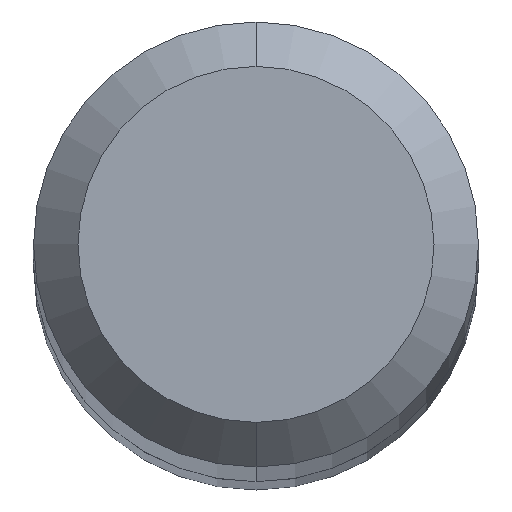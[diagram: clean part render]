
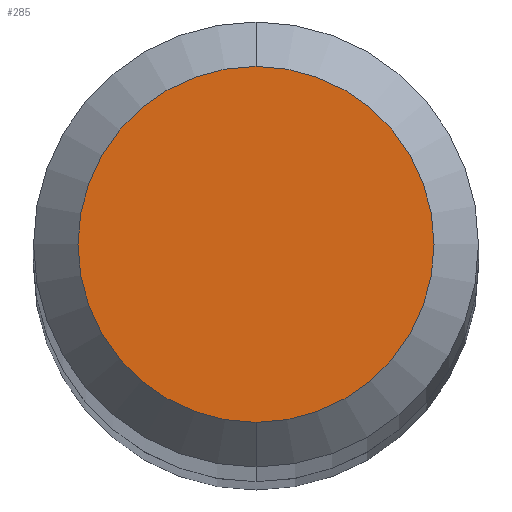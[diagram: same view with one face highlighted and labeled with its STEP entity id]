
A CAD part, top view. The second image highlights one B-rep face of the part: STEP entity #285.
In plain terms, the highlighted planar face has unit normal (0, 0, 1).
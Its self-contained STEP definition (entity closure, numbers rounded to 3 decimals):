
#269=VERTEX_POINT('',#552);
#285=ADVANCED_FACE('',(#569),#570,.T.);
#291=EDGE_CURVE('',#323,#269,#578,.T.);
#323=VERTEX_POINT('',#616);
#375=EDGE_CURVE('',#269,#323,#672,.T.);
#552=CARTESIAN_POINT('',(0.0,1.2,0.0));
#569=FACE_OUTER_BOUND('',#1078,.T.);
#570=PLANE('',#1079);
#578=CIRCLE('',#1088,1.2);
#616=CARTESIAN_POINT('',(0.,-1.2,0.0));
#672=CIRCLE('',#1234,1.2);
#1078=EDGE_LOOP('',(#1436,#1437));
#1079=AXIS2_PLACEMENT_3D('',#1438,#1439,#1440);
#1088=AXIS2_PLACEMENT_3D('',#1457,#1458,#1459);
#1234=AXIS2_PLACEMENT_3D('',#1571,#1572,#1573);
#1436=ORIENTED_EDGE('',*,*,#375,.F.);
#1437=ORIENTED_EDGE('',*,*,#291,.F.);
#1438=CARTESIAN_POINT('',(0.0,0.6,0.0));
#1439=DIRECTION('',(-0.0,0.0,1.0));
#1440=DIRECTION('',(0.0,-1.0,0.0));
#1457=CARTESIAN_POINT('',(0.0,0.0,0.0));
#1458=DIRECTION('',(0.0,0.0,-1.0));
#1459=DIRECTION('',(0.0,1.0,0.0));
#1571=CARTESIAN_POINT('',(0.0,0.0,0.0));
#1572=DIRECTION('',(0.0,0.0,-1.0));
#1573=DIRECTION('',(0.0,1.0,0.0));
